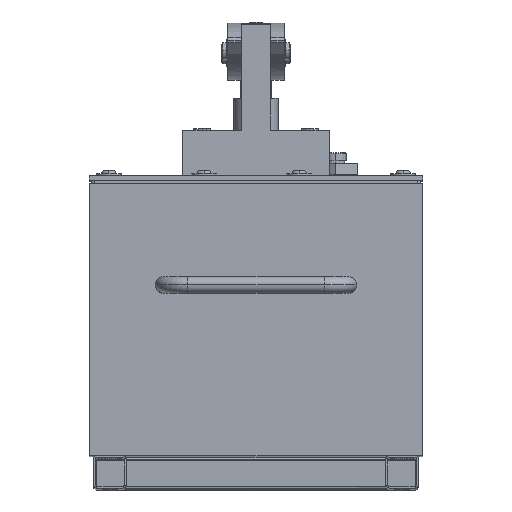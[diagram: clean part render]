
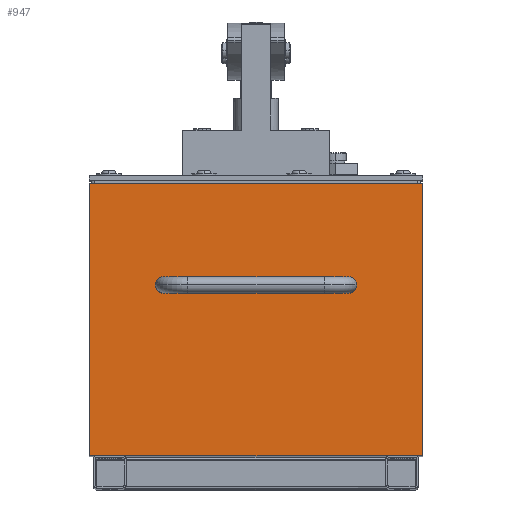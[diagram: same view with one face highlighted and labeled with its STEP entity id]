
A CAD part, top view. The second image highlights one B-rep face of the part: STEP entity #947.
In plain terms, the highlighted planar face has unit normal (0, 0, 1).
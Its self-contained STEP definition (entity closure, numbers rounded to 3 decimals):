
#137 = DIRECTION ( 'NONE',  ( 1., 0., 0. ) ) ;
#375 = LINE ( 'NONE', #13071, #14276 ) ;
#755 = VECTOR ( 'NONE', #16734, 1000. ) ;
#947 = ADVANCED_FACE ( 'NONE', ( #2595, #16484, #2167 ), #3211, .F. ) ;
#991 = DIRECTION ( 'NONE',  ( 1., 0., 0. ) ) ;
#1131 = CARTESIAN_POINT ( 'NONE',  ( -98., 0., -30. ) ) ;
#1224 = LINE ( 'NONE', #5593, #4788 ) ;
#1513 = ORIENTED_EDGE ( 'NONE', *, *, #12797, .T. ) ;
#1527 = ORIENTED_EDGE ( 'NONE', *, *, #2516, .T. ) ;
#1924 = CARTESIAN_POINT ( 'NONE',  ( -82., 0., -30. ) ) ;
#1950 = EDGE_CURVE ( 'NONE', #4708, #16462, #4536, .T. ) ;
#2088 = ORIENTED_EDGE ( 'NONE', *, *, #2714, .T. ) ;
#2167 = FACE_BOUND ( 'NONE', #2884, .T. ) ;
#2312 = CIRCLE ( 'NONE', #9595, 5. ) ;
#2333 = ORIENTED_EDGE ( 'NONE', *, *, #11256, .T. ) ;
#2516 = EDGE_CURVE ( 'NONE', #2974, #16949, #16757, .T. ) ;
#2529 = CARTESIAN_POINT ( 'NONE',  ( -57., 105., -30. ) ) ;
#2561 = LINE ( 'NONE', #7713, #16446 ) ;
#2565 = EDGE_CURVE ( 'NONE', #15318, #2974, #1224, .T. ) ;
#2568 = CARTESIAN_POINT ( 'NONE',  ( 52., 105., -30. ) ) ;
#2595 = FACE_OUTER_BOUND ( 'NONE', #10357, .T. ) ;
#2714 = EDGE_CURVE ( 'NONE', #16949, #16142, #9648, .T. ) ;
#2853 = CARTESIAN_POINT ( 'NONE',  ( -52., 105., -30. ) ) ;
#2884 = EDGE_LOOP ( 'NONE', ( #15475, #3920 ) ) ;
#2974 = VERTEX_POINT ( 'NONE', #13770 ) ;
#2977 = CARTESIAN_POINT ( 'NONE',  ( 57., 105., -30. ) ) ;
#3081 = DIRECTION ( 'NONE',  ( 0., 0., -1. ) ) ;
#3211 = PLANE ( 'NONE',  #5877 ) ;
#3881 = DIRECTION ( 'NONE',  ( -1., 0., 0. ) ) ;
#3920 = ORIENTED_EDGE ( 'NONE', *, *, #13014, .F. ) ;
#4002 = ORIENTED_EDGE ( 'NONE', *, *, #12041, .T. ) ;
#4088 = VECTOR ( 'NONE', #16077, 1000. ) ;
#4125 = CIRCLE ( 'NONE', #16269, 5. ) ;
#4245 = CARTESIAN_POINT ( 'NONE',  ( -57., 105., -30. ) ) ;
#4334 = DIRECTION ( 'NONE',  ( 1., 0., 0. ) ) ;
#4536 = LINE ( 'NONE', #14805, #4088 ) ;
#4630 = CARTESIAN_POINT ( 'NONE',  ( 102.5, 0., -30. ) ) ;
#4708 = VERTEX_POINT ( 'NONE', #7727 ) ;
#4788 = VECTOR ( 'NONE', #16338, 1000. ) ;
#4793 = EDGE_CURVE ( 'NONE', #8618, #11887, #10135, .T. ) ;
#4974 = DIRECTION ( 'NONE',  ( 1., 0., 0. ) ) ;
#5040 = CARTESIAN_POINT ( 'NONE',  ( -102.5, 0., -30. ) ) ;
#5315 = AXIS2_PLACEMENT_3D ( 'NONE', #2529, #12003, #3881 ) ;
#5409 = EDGE_CURVE ( 'NONE', #10267, #10088, #16017, .T. ) ;
#5593 = CARTESIAN_POINT ( 'NONE',  ( -102.5, 167.5, -30. ) ) ;
#5619 = DIRECTION ( 'NONE',  ( -1., 0., 0. ) ) ;
#5877 = AXIS2_PLACEMENT_3D ( 'NONE', #6400, #3081, #13730 ) ;
#5931 = CIRCLE ( 'NONE', #5315, 5. ) ;
#5987 = ORIENTED_EDGE ( 'NONE', *, *, #4793, .F. ) ;
#6400 = CARTESIAN_POINT ( 'NONE',  ( -102.5, 167.5, -30. ) ) ;
#6488 = VECTOR ( 'NONE', #137, 1000. ) ;
#6541 = VECTOR ( 'NONE', #12047, 1000. ) ;
#7138 = DIRECTION ( 'NONE',  ( 0., 0., 1. ) ) ;
#7713 = CARTESIAN_POINT ( 'NONE',  ( -102.5, 0., -30. ) ) ;
#7727 = CARTESIAN_POINT ( 'NONE',  ( 82., 0., -30. ) ) ;
#8221 = CARTESIAN_POINT ( 'NONE',  ( -102.5, 0., -30. ) ) ;
#8618 = VERTEX_POINT ( 'NONE', #15375 ) ;
#8741 = ORIENTED_EDGE ( 'NONE', *, *, #10836, .F. ) ;
#9475 = CARTESIAN_POINT ( 'NONE',  ( 98., 0., -30. ) ) ;
#9595 = AXIS2_PLACEMENT_3D ( 'NONE', #15188, #7138, #16507 ) ;
#9648 = LINE ( 'NONE', #5040, #13241 ) ;
#10088 = VERTEX_POINT ( 'NONE', #12468 ) ;
#10135 = LINE ( 'NONE', #13285, #6541 ) ;
#10267 = VERTEX_POINT ( 'NONE', #2568 ) ;
#10357 = EDGE_LOOP ( 'NONE', ( #1527, #2088, #4002, #10759, #2333, #5987, #8741, #14980 ) ) ;
#10384 = DIRECTION ( 'NONE',  ( 1., 0., 0. ) ) ;
#10759 = ORIENTED_EDGE ( 'NONE', *, *, #1950, .T. ) ;
#10836 = EDGE_CURVE ( 'NONE', #15318, #8618, #375, .T. ) ;
#11256 = EDGE_CURVE ( 'NONE', #16462, #11887, #15074, .T. ) ;
#11743 = VERTEX_POINT ( 'NONE', #2853 ) ;
#11887 = VERTEX_POINT ( 'NONE', #4630 ) ;
#12003 = DIRECTION ( 'NONE',  ( 0., 0., -1. ) ) ;
#12041 = EDGE_CURVE ( 'NONE', #16142, #4708, #2561, .T. ) ;
#12047 = DIRECTION ( 'NONE',  ( 0., -1., 0. ) ) ;
#12200 = ORIENTED_EDGE ( 'NONE', *, *, #16567, .T. ) ;
#12467 = DIRECTION ( 'NONE',  ( 0., 0., 1. ) ) ;
#12468 = CARTESIAN_POINT ( 'NONE',  ( 62., 105., -30. ) ) ;
#12797 = EDGE_CURVE ( 'NONE', #11743, #17175, #5931, .T. ) ;
#12829 = AXIS2_PLACEMENT_3D ( 'NONE', #2977, #12467, #4334 ) ;
#13014 = EDGE_CURVE ( 'NONE', #10088, #10267, #2312, .T. ) ;
#13071 = CARTESIAN_POINT ( 'NONE',  ( -102.5, 167.5, -30. ) ) ;
#13241 = VECTOR ( 'NONE', #991, 1000. ) ;
#13285 = CARTESIAN_POINT ( 'NONE',  ( 102.5, 167.5, -30. ) ) ;
#13724 = DIRECTION ( 'NONE',  ( 0., 0., -1. ) ) ;
#13730 = DIRECTION ( 'NONE',  ( -1., 0., 0. ) ) ;
#13770 = CARTESIAN_POINT ( 'NONE',  ( -102.5, 0., -30. ) ) ;
#14276 = VECTOR ( 'NONE', #10384, 1000. ) ;
#14390 = CARTESIAN_POINT ( 'NONE',  ( -102.5, 167.5, -30. ) ) ;
#14805 = CARTESIAN_POINT ( 'NONE',  ( -102.5, 0., -30. ) ) ;
#14980 = ORIENTED_EDGE ( 'NONE', *, *, #2565, .T. ) ;
#15074 = LINE ( 'NONE', #15403, #755 ) ;
#15180 = CARTESIAN_POINT ( 'NONE',  ( -62., 105., -30. ) ) ;
#15188 = CARTESIAN_POINT ( 'NONE',  ( 57., 105., -30. ) ) ;
#15318 = VERTEX_POINT ( 'NONE', #14390 ) ;
#15375 = CARTESIAN_POINT ( 'NONE',  ( 102.5, 167.5, -30. ) ) ;
#15403 = CARTESIAN_POINT ( 'NONE',  ( -102.5, 0., -30. ) ) ;
#15475 = ORIENTED_EDGE ( 'NONE', *, *, #5409, .F. ) ;
#16017 = CIRCLE ( 'NONE', #12829, 5. ) ;
#16077 = DIRECTION ( 'NONE',  ( 1., 0., 0. ) ) ;
#16142 = VERTEX_POINT ( 'NONE', #1924 ) ;
#16269 = AXIS2_PLACEMENT_3D ( 'NONE', #4245, #13724, #5619 ) ;
#16338 = DIRECTION ( 'NONE',  ( 0., -1., 0. ) ) ;
#16446 = VECTOR ( 'NONE', #4974, 1000. ) ;
#16462 = VERTEX_POINT ( 'NONE', #9475 ) ;
#16484 = FACE_BOUND ( 'NONE', #17393, .T. ) ;
#16507 = DIRECTION ( 'NONE',  ( 1., 0., 0. ) ) ;
#16567 = EDGE_CURVE ( 'NONE', #17175, #11743, #4125, .T. ) ;
#16734 = DIRECTION ( 'NONE',  ( 1., 0., 0. ) ) ;
#16757 = LINE ( 'NONE', #8221, #6488 ) ;
#16949 = VERTEX_POINT ( 'NONE', #1131 ) ;
#17175 = VERTEX_POINT ( 'NONE', #15180 ) ;
#17393 = EDGE_LOOP ( 'NONE', ( #12200, #1513 ) ) ;
